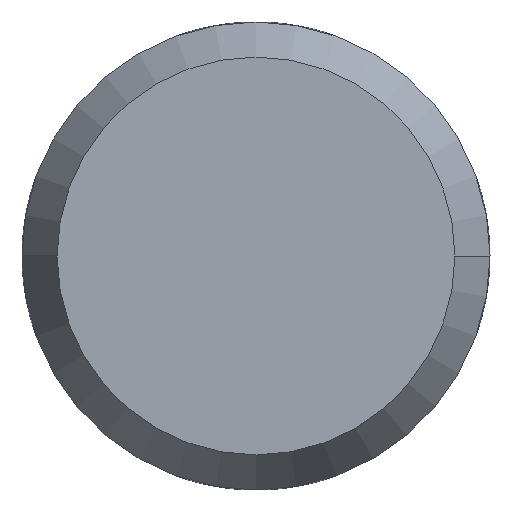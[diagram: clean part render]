
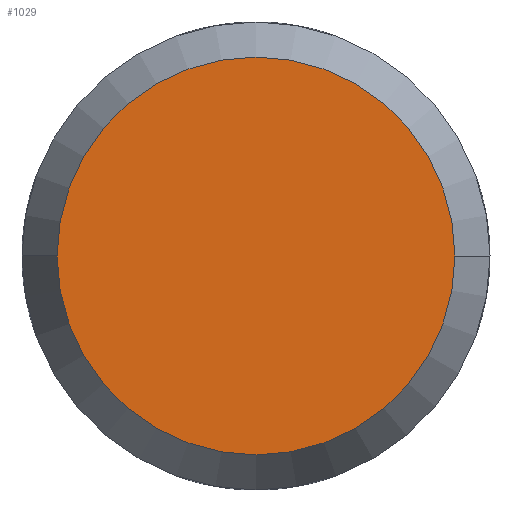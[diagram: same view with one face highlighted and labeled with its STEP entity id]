
A CAD part, front view. The second image highlights one B-rep face of the part: STEP entity #1029.
In plain terms, the highlighted planar face has unit normal (0, -1, 0).
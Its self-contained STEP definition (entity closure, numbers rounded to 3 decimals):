
#413=CARTESIAN_POINT('',(0.,-19.864,0.));
#414=DIRECTION('',(0.,1.,0.));
#415=DIRECTION('',(1.,0.,0.));
#416=AXIS2_PLACEMENT_3D('',#413,#414,#415);
#418=CARTESIAN_POINT('',(0.,-19.864,0.));
#419=DIRECTION('',(0.,1.,0.));
#420=DIRECTION('',(-1.,0.,0.));
#421=AXIS2_PLACEMENT_3D('',#418,#419,#420);
#758=CARTESIAN_POINT('',(-3.4,-19.864,
0.));
#759=VERTEX_POINT('',#758);
#760=CARTESIAN_POINT('',(3.4,-19.864,
0.));
#761=VERTEX_POINT('',#760);
#1020=CARTESIAN_POINT('',(0.,-19.864,0.));
#1021=DIRECTION('',(0.,-1.,0.));
#1022=DIRECTION('',(-1.,0.,0.));
#1023=AXIS2_PLACEMENT_3D('',#1020,#1021,#1022);
#1024=PLANE('',#1023);
#1025=ORIENTED_EDGE('',*,*,#985,.T.);
#1026=ORIENTED_EDGE('',*,*,#1007,.T.);
#1027=EDGE_LOOP('',(#1025,#1026));
#1028=FACE_OUTER_BOUND('',#1027,.F.);
#1029=ADVANCED_FACE('',(#1028),#1024,.T.);
#417=CIRCLE('',#416,3.4);
#422=CIRCLE('',#421,3.4);
#985=EDGE_CURVE('',#761,#759,#417,.T.);
#1007=EDGE_CURVE('',#759,#761,#422,.T.);
